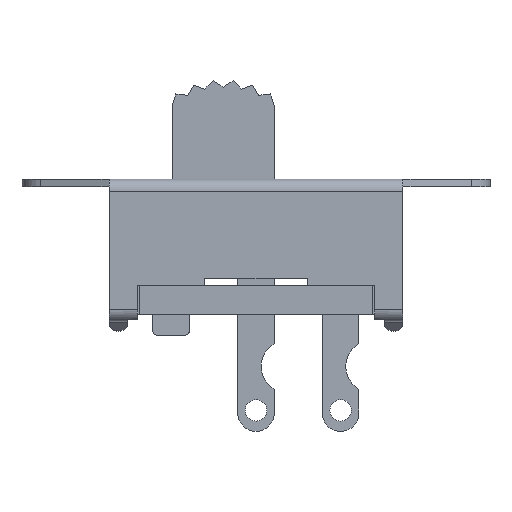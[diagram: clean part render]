
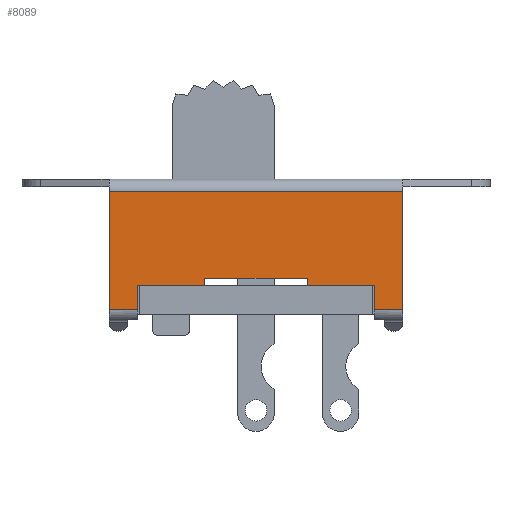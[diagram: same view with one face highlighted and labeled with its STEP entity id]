
A CAD part, top view. The second image highlights one B-rep face of the part: STEP entity #8089.
In plain terms, the highlighted planar face has unit normal (0, 0, 1).
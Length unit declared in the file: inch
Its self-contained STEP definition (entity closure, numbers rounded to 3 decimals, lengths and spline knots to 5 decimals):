
#354=FACE_OUTER_BOUND('',#766,.T.);
#766=EDGE_LOOP('',(#6063,#6064,#6065,#6066,#6067,#6068,#6069,#6070,#6071,
#6072,#6073,#6074));
#1694=LINE('',#12190,#2590);
#1740=LINE('',#12310,#2636);
#1751=LINE('',#12337,#2647);
#1752=LINE('',#12339,#2648);
#1753=LINE('',#12341,#2649);
#1754=LINE('',#12343,#2650);
#1755=LINE('',#12345,#2651);
#1756=LINE('',#12347,#2652);
#1757=LINE('',#12349,#2653);
#1758=LINE('',#12351,#2654);
#1759=LINE('',#12353,#2655);
#1760=LINE('',#12354,#2656);
#2590=VECTOR('',#9898,0.3937);
#2636=VECTOR('',#10002,0.3937);
#2647=VECTOR('',#10025,0.3937);
#2648=VECTOR('',#10026,0.3937);
#2649=VECTOR('',#10027,0.3937);
#2650=VECTOR('',#10028,0.3937);
#2651=VECTOR('',#10029,0.3937);
#2652=VECTOR('',#10030,0.3937);
#2653=VECTOR('',#10031,0.3937);
#2654=VECTOR('',#10032,0.3937);
#2655=VECTOR('',#10033,0.3937);
#2656=VECTOR('',#10034,0.3937);
#3405=VERTEX_POINT('',#12187);
#3406=VERTEX_POINT('',#12189);
#3451=VERTEX_POINT('',#12308);
#3461=VERTEX_POINT('',#12336);
#3462=VERTEX_POINT('',#12338);
#3463=VERTEX_POINT('',#12340);
#3464=VERTEX_POINT('',#12342);
#3465=VERTEX_POINT('',#12344);
#3466=VERTEX_POINT('',#12346);
#3467=VERTEX_POINT('',#12348);
#3468=VERTEX_POINT('',#12350);
#3469=VERTEX_POINT('',#12352);
#4332=EDGE_CURVE('',#3405,#3406,#1694,.T.);
#4393=EDGE_CURVE('',#3451,#3405,#1740,.T.);
#4406=EDGE_CURVE('',#3451,#3461,#1751,.T.);
#4407=EDGE_CURVE('',#3461,#3462,#1752,.T.);
#4408=EDGE_CURVE('',#3462,#3463,#1753,.T.);
#4409=EDGE_CURVE('',#3464,#3463,#1754,.T.);
#4410=EDGE_CURVE('',#3464,#3465,#1755,.T.);
#4411=EDGE_CURVE('',#3465,#3466,#1756,.T.);
#4412=EDGE_CURVE('',#3466,#3467,#1757,.T.);
#4413=EDGE_CURVE('',#3467,#3468,#1758,.T.);
#4414=EDGE_CURVE('',#3468,#3469,#1759,.T.);
#4415=EDGE_CURVE('',#3469,#3406,#1760,.T.);
#6063=ORIENTED_EDGE('',*,*,#4393,.F.);
#6064=ORIENTED_EDGE('',*,*,#4406,.T.);
#6065=ORIENTED_EDGE('',*,*,#4407,.T.);
#6066=ORIENTED_EDGE('',*,*,#4408,.T.);
#6067=ORIENTED_EDGE('',*,*,#4409,.F.);
#6068=ORIENTED_EDGE('',*,*,#4410,.T.);
#6069=ORIENTED_EDGE('',*,*,#4411,.T.);
#6070=ORIENTED_EDGE('',*,*,#4412,.T.);
#6071=ORIENTED_EDGE('',*,*,#4413,.T.);
#6072=ORIENTED_EDGE('',*,*,#4414,.T.);
#6073=ORIENTED_EDGE('',*,*,#4415,.T.);
#6074=ORIENTED_EDGE('',*,*,#4332,.F.);
#7389=PLANE('',#8607);
#8089=ADVANCED_FACE('',(#354),#7389,.T.);
#8607=AXIS2_PLACEMENT_3D('',#12335,#10023,#10024);
#9898=DIRECTION('',(0.,1.,0.));
#10002=DIRECTION('',(-1.,0.,0.));
#10023=DIRECTION('center_axis',(0.,0.,1.));
#10024=DIRECTION('ref_axis',(1.,0.,0.));
#10025=DIRECTION('',(0.,1.,0.));
#10026=DIRECTION('',(-1.,0.,0.));
#10027=DIRECTION('',(0.,-1.,0.));
#10028=DIRECTION('',(-1.,0.,0.));
#10029=DIRECTION('',(0.,1.,0.));
#10030=DIRECTION('',(1.,0.,0.));
#10031=DIRECTION('',(0.,1.,0.));
#10032=DIRECTION('',(1.,0.,0.));
#10033=DIRECTION('',(0.,-1.,0.));
#10034=DIRECTION('',(1.,0.,0.));
#12187=CARTESIAN_POINT('',(0.254,0.16464,-0.00946));
#12189=CARTESIAN_POINT('',(0.254,0.21664,-0.00946));
#12190=CARTESIAN_POINT('',(0.254,0.15464,-0.00946));
#12308=CARTESIAN_POINT('',(0.314,0.16464,-0.00946));
#12310=CARTESIAN_POINT('',(0.,0.16464,-0.00946));
#12335=CARTESIAN_POINT('Origin',(0.,0.32464,
-0.00946));
#12336=CARTESIAN_POINT('',(0.314,0.41693,-0.00946));
#12337=CARTESIAN_POINT('',(0.314,0.21664,-0.00946));
#12338=CARTESIAN_POINT('',(-0.314,0.41693,-0.00946));
#12339=CARTESIAN_POINT('',(0.,0.41693,-0.00946));
#12340=CARTESIAN_POINT('',(-0.314,0.16464,-0.00946));
#12341=CARTESIAN_POINT('',(-0.314,0.43264,-0.00946));
#12342=CARTESIAN_POINT('',(-0.254,0.16464,-0.00946));
#12343=CARTESIAN_POINT('',(0.,0.16464,-0.00946));
#12344=CARTESIAN_POINT('',(-0.254,0.21664,-0.00946));
#12345=CARTESIAN_POINT('',(-0.254,0.15464,-0.00946));
#12346=CARTESIAN_POINT('',(-0.11,0.21664,-0.00946));
#12347=CARTESIAN_POINT('',(-0.314,0.21664,-0.00946));
#12348=CARTESIAN_POINT('',(-0.11,0.23164,-0.00946));
#12349=CARTESIAN_POINT('',(-0.11,0.27814,-0.00946));
#12350=CARTESIAN_POINT('',(0.11,0.23164,-0.00946));
#12351=CARTESIAN_POINT('',(0.055,0.23164,-0.00946));
#12352=CARTESIAN_POINT('',(0.11,0.21664,-0.00946));
#12353=CARTESIAN_POINT('',(0.11,0.27064,-0.00946));
#12354=CARTESIAN_POINT('',(-0.314,0.21664,-0.00946));
